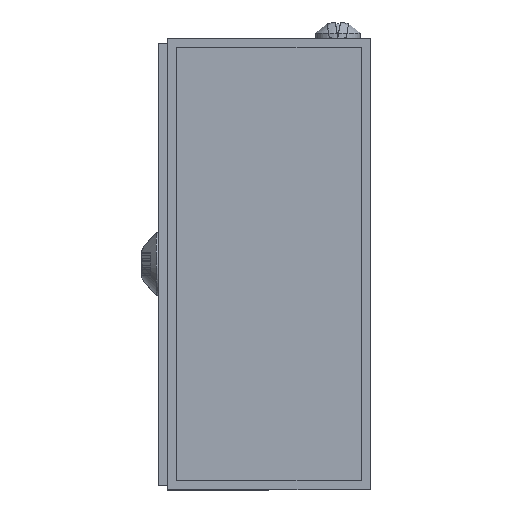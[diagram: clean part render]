
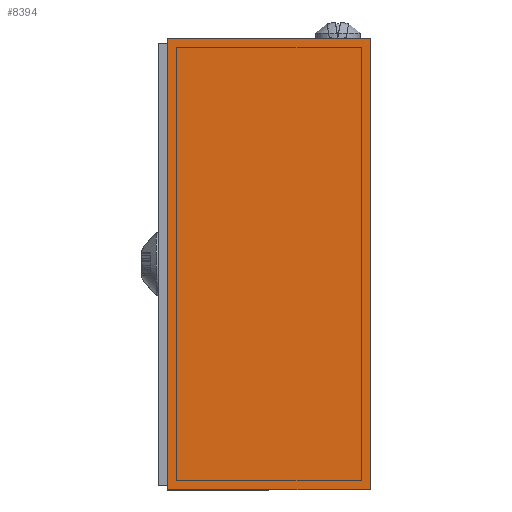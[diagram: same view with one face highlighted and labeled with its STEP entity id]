
A CAD part, left-side view. The second image highlights one B-rep face of the part: STEP entity #8394.
In plain terms, the highlighted planar face has unit normal (-1, 0, 0).
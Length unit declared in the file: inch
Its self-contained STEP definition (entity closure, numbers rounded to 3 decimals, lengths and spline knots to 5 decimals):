
#70 = EDGE_CURVE ( 'NONE', #10516, #8820, #3581, .T. ) ;
#373 = VERTEX_POINT ( 'NONE', #492 ) ;
#492 = CARTESIAN_POINT ( 'NONE',  ( -23.58268, 7.26378, 1.9685 ) ) ;
#775 = CARTESIAN_POINT ( 'NONE',  ( -23.58268, 7.26378, -1.9685 ) ) ;
#1365 = EDGE_CURVE ( 'NONE', #11012, #10516, #6253, .T. ) ;
#1906 = ORIENTED_EDGE ( 'NONE', *, *, #70, .T. ) ;
#2055 = EDGE_CURVE ( 'NONE', #373, #11012, #9191, .T. ) ;
#2720 = DIRECTION ( 'NONE',  ( -1., 0., 0. ) ) ;
#2751 = DIRECTION ( 'NONE',  ( 0., -1., 0. ) ) ;
#3021 = ORIENTED_EDGE ( 'NONE', *, *, #2055, .T. ) ;
#3408 = ORIENTED_EDGE ( 'NONE', *, *, #1365, .T. ) ;
#3520 = DIRECTION ( 'NONE',  ( 0., 0., 1. ) ) ;
#3581 = LINE ( 'NONE', #7354, #7253 ) ;
#3661 = LINE ( 'NONE', #3718, #9990 ) ;
#3718 = CARTESIAN_POINT ( 'NONE',  ( -23.58268, 5.49213, 1.9685 ) ) ;
#5256 = EDGE_CURVE ( 'NONE', #373, #8820, #3661, .T. ) ;
#6138 = DIRECTION ( 'NONE',  ( 0., 0., -1. ) ) ;
#6253 = LINE ( 'NONE', #11176, #10103 ) ;
#6905 = ORIENTED_EDGE ( 'NONE', *, *, #5256, .F. ) ;
#7253 = VECTOR ( 'NONE', #3520, 39.37008 ) ;
#7354 = CARTESIAN_POINT ( 'NONE',  ( -23.58268, 5.49213, 0. ) ) ;
#7574 = FACE_OUTER_BOUND ( 'NONE', #7775, .T. ) ;
#7775 = EDGE_LOOP ( 'NONE', ( #1906, #6905, #3021, #3408 ) ) ;
#8394 = ADVANCED_FACE ( 'NONE', ( #7574 ), #11477, .T. ) ;
#8628 = AXIS2_PLACEMENT_3D ( 'NONE', #8721, #2720, #8788 ) ;
#8703 = CARTESIAN_POINT ( 'NONE',  ( -23.58268, 5.49213, 1.9685 ) ) ;
#8721 = CARTESIAN_POINT ( 'NONE',  ( -23.58268, 5.49213, 0. ) ) ;
#8788 = DIRECTION ( 'NONE',  ( 0., 1., 0. ) ) ;
#8820 = VERTEX_POINT ( 'NONE', #8703 ) ;
#9191 = LINE ( 'NONE', #10680, #10946 ) ;
#9241 = DIRECTION ( 'NONE',  ( 0., -1., 0. ) ) ;
#9737 = CARTESIAN_POINT ( 'NONE',  ( -23.58268, 5.49213, -1.9685 ) ) ;
#9990 = VECTOR ( 'NONE', #2751, 39.37008 ) ;
#10103 = VECTOR ( 'NONE', #9241, 39.37008 ) ;
#10516 = VERTEX_POINT ( 'NONE', #9737 ) ;
#10680 = CARTESIAN_POINT ( 'NONE',  ( -23.58268, 7.26378, 0. ) ) ;
#10946 = VECTOR ( 'NONE', #6138, 39.37008 ) ;
#11012 = VERTEX_POINT ( 'NONE', #775 ) ;
#11176 = CARTESIAN_POINT ( 'NONE',  ( -23.58268, 5.49213, -1.9685 ) ) ;
#11477 = PLANE ( 'NONE',  #8628 ) ;
